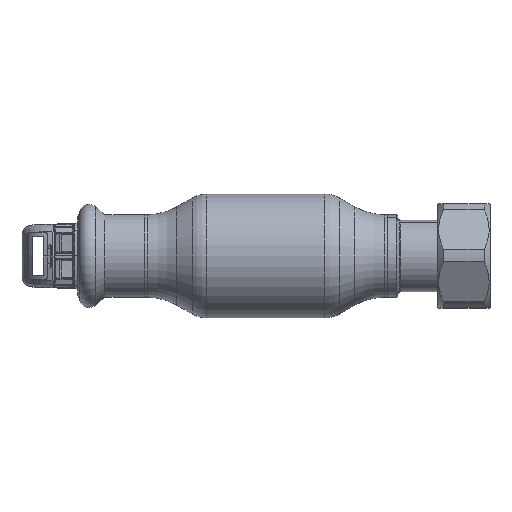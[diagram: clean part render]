
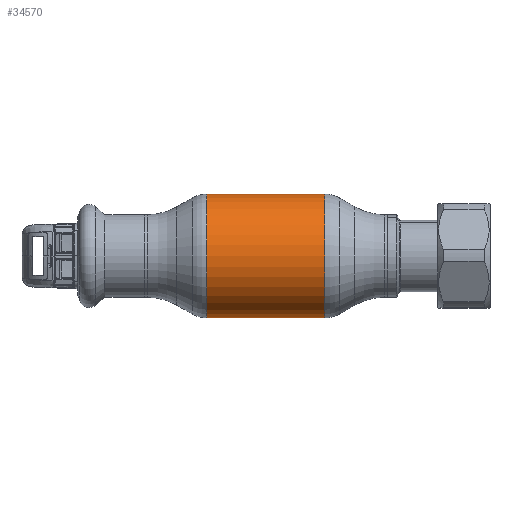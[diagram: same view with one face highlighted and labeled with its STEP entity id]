
A CAD part, front view. The second image highlights one B-rep face of the part: STEP entity #34570.
In plain terms, the highlighted cylindrical face has radius 19 mm (diameter 38 mm), a partial arc.
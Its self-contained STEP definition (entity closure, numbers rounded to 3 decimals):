
#150 = CARTESIAN_POINT ( 'NONE',  ( -62.69, 0., 19. ) ) ;
#1241 = DIRECTION ( 'NONE',  ( -1., 0., 0. ) ) ;
#1981 = EDGE_CURVE ( 'NONE', #32231, #26395, #62803, .T. ) ;
#3383 = DIRECTION ( 'NONE',  ( -1., 0., 0. ) ) ;
#5860 = ORIENTED_EDGE ( 'NONE', *, *, #1981, .F. ) ;
#6268 = CYLINDRICAL_SURFACE ( 'NONE', #36504, 19. ) ;
#9915 = DIRECTION ( 'NONE',  ( -1., 0., 0. ) ) ;
#11564 = DIRECTION ( 'NONE',  ( 0., 0., 1. ) ) ;
#14510 = CARTESIAN_POINT ( 'NONE',  ( -18.088, 0., 19. ) ) ;
#18126 = CARTESIAN_POINT ( 'NONE',  ( -18.088, 0., 0. ) ) ;
#18685 = FACE_OUTER_BOUND ( 'NONE', #28287, .T. ) ;
#19342 = AXIS2_PLACEMENT_3D ( 'NONE', #18126, #3383, #28038 ) ;
#19734 = CIRCLE ( 'NONE', #19342, 19. ) ;
#20227 = CARTESIAN_POINT ( 'NONE',  ( 18.088, 0., 19. ) ) ;
#20321 = DIRECTION ( 'NONE',  ( 0., 0., 1. ) ) ;
#21170 = VERTEX_POINT ( 'NONE', #20227 ) ;
#25988 = VERTEX_POINT ( 'NONE', #14510 ) ;
#26395 = VERTEX_POINT ( 'NONE', #63424 ) ;
#27612 = ORIENTED_EDGE ( 'NONE', *, *, #44540, .T. ) ;
#28038 = DIRECTION ( 'NONE',  ( 0., 0., 1. ) ) ;
#28287 = EDGE_LOOP ( 'NONE', ( #5860, #27612, #42414, #48857 ) ) ;
#31361 = EDGE_CURVE ( 'NONE', #26395, #25988, #19734, .T. ) ;
#32231 = VERTEX_POINT ( 'NONE', #42210 ) ;
#34570 = ADVANCED_FACE ( 'NONE', ( #18685 ), #6268, .T. ) ;
#36356 = VECTOR ( 'NONE', #1241, 1000. ) ;
#36504 = AXIS2_PLACEMENT_3D ( 'NONE', #59618, #49776, #20321 ) ;
#42177 = EDGE_CURVE ( 'NONE', #21170, #25988, #47058, .T. ) ;
#42210 = CARTESIAN_POINT ( 'NONE',  ( 18.088, 0., -19. ) ) ;
#42414 = ORIENTED_EDGE ( 'NONE', *, *, #42177, .T. ) ;
#44540 = EDGE_CURVE ( 'NONE', #32231, #21170, #60541, .T. ) ;
#47058 = LINE ( 'NONE', #150, #52472 ) ;
#48857 = ORIENTED_EDGE ( 'NONE', *, *, #31361, .F. ) ;
#49776 = DIRECTION ( 'NONE',  ( -1., 0., 0. ) ) ;
#50960 = CARTESIAN_POINT ( 'NONE',  ( 18.088, 0., 0. ) ) ;
#52472 = VECTOR ( 'NONE', #9915, 1000. ) ;
#55638 = CARTESIAN_POINT ( 'NONE',  ( -62.69, 0., -19. ) ) ;
#55973 = DIRECTION ( 'NONE',  ( -1., 0., 0. ) ) ;
#59618 = CARTESIAN_POINT ( 'NONE',  ( -62.69, 0., 0. ) ) ;
#60541 = CIRCLE ( 'NONE', #61318, 19. ) ;
#61318 = AXIS2_PLACEMENT_3D ( 'NONE', #50960, #55973, #11564 ) ;
#62803 = LINE ( 'NONE', #55638, #36356 ) ;
#63424 = CARTESIAN_POINT ( 'NONE',  ( -18.088, 0., -19. ) ) ;
